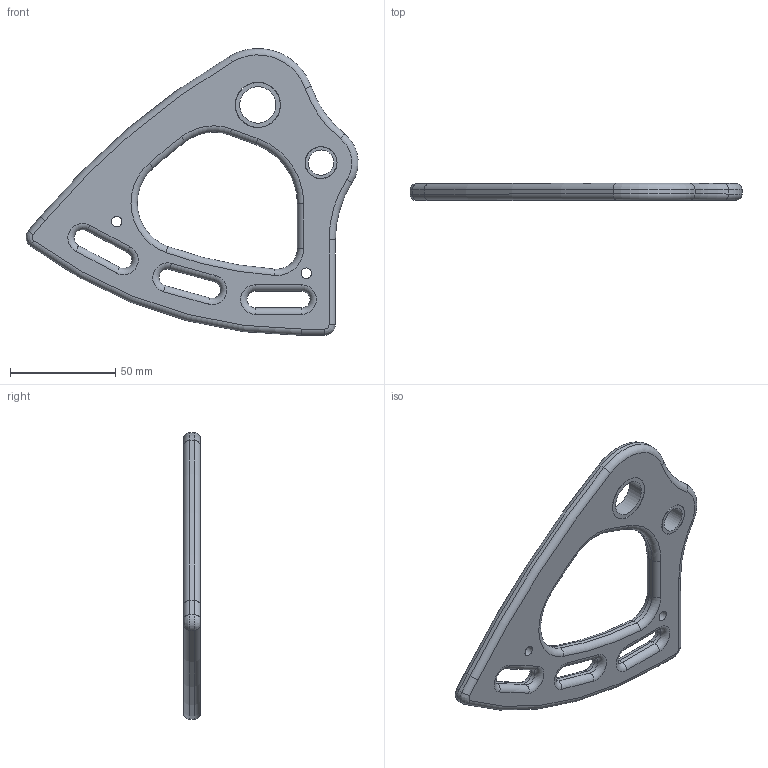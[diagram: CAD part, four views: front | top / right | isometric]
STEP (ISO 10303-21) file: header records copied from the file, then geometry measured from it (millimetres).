
FILE_DESCRIPTION(/* description */ (''),/* implementation_level */ '2;1');
FILE_NAME(/* name */ 'HS24.54.stp',/* time_stamp */ '2015-01-16T16:46:21+01:00',/* author */ ('gianni'),/* organization */ (''),/* preprocessor_version */ 'ST-DEVELOPER v15.2',/* originating_system */ 'Autodesk Inventor 2014',/* authorisation */ '');
FILE_SCHEMA (('AUTOMOTIVE_DESIGN { 1 0 10303 214 3 1 1 }'));
Length unit declared in the file: millimetre
Products named in the file (1): HS24.54
Bounding box: 157.6 x 8 x 136.11 mm (x, y, z)
Volume: 69821.3 mm3; surface area: 26041.3 mm2
Topology: 3 solids, 3 shells, 107 faces, 241 edges, 140 vertices
Faces by surface type: cylinder 50, torus 36, plane 17, bspline 4
Full cylindrical faces by diameter (mm): 5 x2, 12 x1, 15 x1, 15.2 x1, 17.3 x1, 21.3 x1, 21.5 x1
Entity records: 3153 total; most frequent: DIRECTION 599, CARTESIAN_POINT 525, ORIENTED_EDGE 466, AXIS2_PLACEMENT_3D 262, EDGE_CURVE 233, CIRCLE 158, VERTEX_POINT 140, EDGE_LOOP 135
